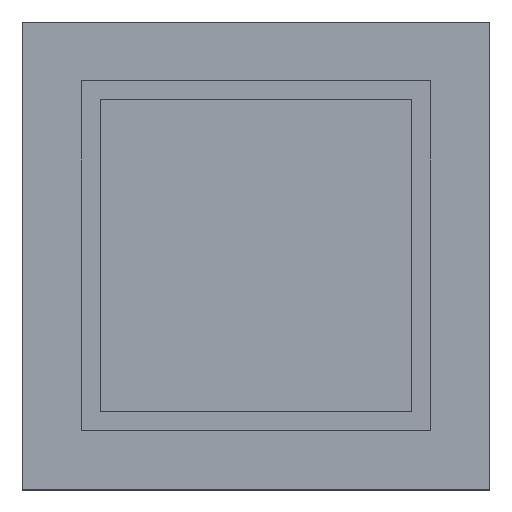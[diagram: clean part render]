
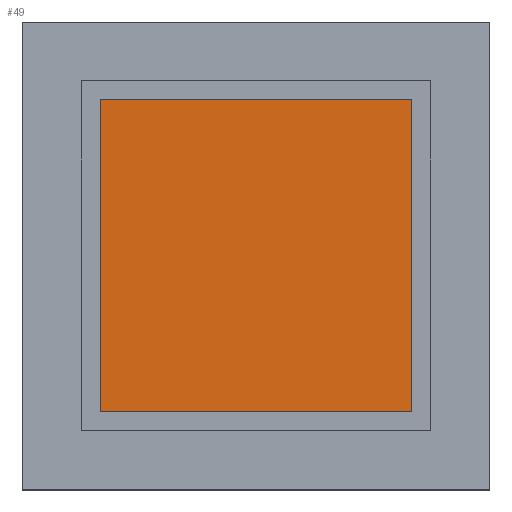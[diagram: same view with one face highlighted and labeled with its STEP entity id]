
A CAD part, top view. The second image highlights one B-rep face of the part: STEP entity #49.
In plain terms, the highlighted planar face has unit normal (0, 0, 1).
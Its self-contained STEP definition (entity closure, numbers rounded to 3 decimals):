
#49=ADVANCED_FACE('',(#108),#79,.F.);
#79=PLANE('',#547);
#108=FACE_OUTER_BOUND('',#137,.T.);
#137=EDGE_LOOP('',(#200,#201,#202,#203));
#200=ORIENTED_EDGE('',*,*,#340,.T.);
#201=ORIENTED_EDGE('',*,*,#336,.T.);
#202=ORIENTED_EDGE('',*,*,#358,.T.);
#203=ORIENTED_EDGE('',*,*,#343,.T.);
#294=VERTEX_POINT('',#699);
#295=VERTEX_POINT('',#700);
#298=VERTEX_POINT('',#708);
#300=VERTEX_POINT('',#714);
#336=EDGE_CURVE('',#294,#295,#403,.T.);
#340=EDGE_CURVE('',#298,#294,#407,.T.);
#343=EDGE_CURVE('',#300,#298,#410,.T.);
#358=EDGE_CURVE('',#295,#300,#425,.T.);
#403=LINE('',#698,#470);
#407=LINE('',#707,#474);
#410=LINE('',#713,#477);
#425=LINE('',#743,#492);
#470=VECTOR('',#570,1.);
#474=VECTOR('',#576,1.);
#477=VECTOR('',#581,1.);
#492=VECTOR('',#606,1.);
#547=AXIS2_PLACEMENT_3D('',#747,#612,#613);
#570=DIRECTION('',(0.,-1.,0.));
#576=DIRECTION('',(-1.,0.,0.));
#581=DIRECTION('',(0.,1.,0.));
#606=DIRECTION('',(1.,0.,0.));
#612=DIRECTION('',(0.,0.,-1.));
#613=DIRECTION('',(-1.,0.,0.));
#698=CARTESIAN_POINT('',(-10.,-10.,32.));
#699=CARTESIAN_POINT('',(-10.,10.,32.));
#700=CARTESIAN_POINT('',(-10.,-10.,32.));
#707=CARTESIAN_POINT('',(-10.,10.,32.));
#708=CARTESIAN_POINT('',(10.,10.,32.));
#713=CARTESIAN_POINT('',(10.,10.,32.));
#714=CARTESIAN_POINT('',(10.,-10.,32.));
#743=CARTESIAN_POINT('',(10.,-10.,32.));
#747=CARTESIAN_POINT('',(0.,0.,32.));
